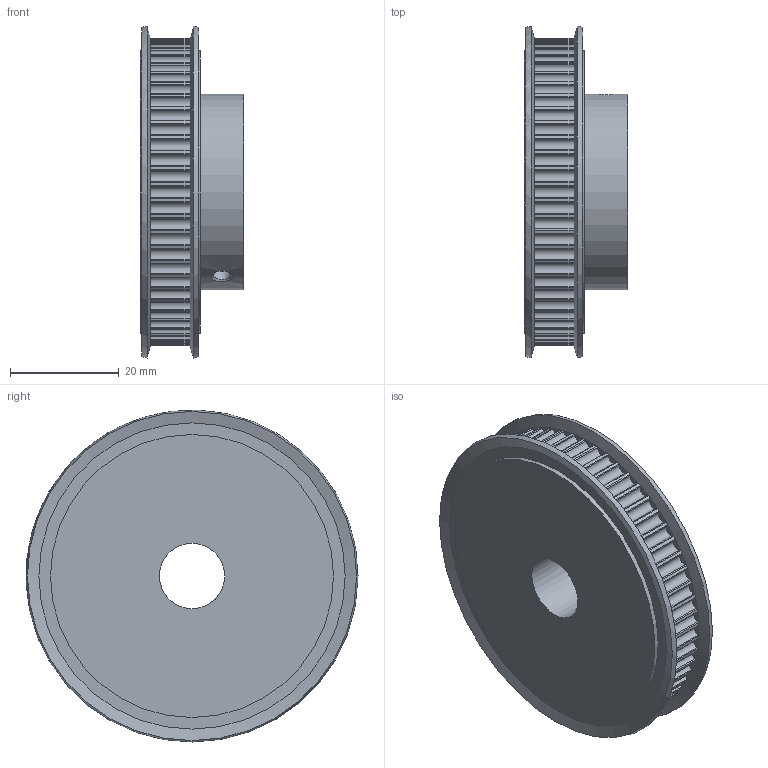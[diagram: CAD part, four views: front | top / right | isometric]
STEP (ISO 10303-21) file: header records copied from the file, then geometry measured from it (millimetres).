
FILE_DESCRIPTION( ( 'STEP AP203' ), ' ' );
FILE_NAME( 'GPA60GT3060-B-P12.stp', '2018-04-18T07:38:38', ( '' ), ( '' ), ' ', 'PARTsolutions', ' ' );
FILE_SCHEMA( ( 'CONFIG_CONTROL_DESIGN' ) );
Length unit declared in the file: millimetre
Products named in the file (3): GPA60GT3060-B-P12; _GPA60GT3060-B-P12_b; _SET-SCREW4-3
Assembly tree (3 placements, depth 2):
  GPA60GT3060-B-P12
    _GPA60GT3060-B-P12_b
    _SET-SCREW4-3  x2
Bounding box: 19 x 61 x 61 mm (x, y, z)
Volume: 32783 mm3; surface area: 11068.3 mm2
Topology: 3 solids, 3 shells, 415 faces, 958 edges, 552 vertices
Faces by surface type: cylinder 248, plane 153, cone 14
Full cylindrical faces by diameter (mm): 3.242 x2, 4 x2, 12 x1, 36 x1, 52 x2
Entity records: 11490 total; most frequent: DIRECTION 2318, CARTESIAN_POINT 2026, ORIENTED_EDGE 1788, AXIS2_PLACEMENT_3D 1027, EDGE_CURVE 894, CIRCLE 626, VERTEX_POINT 523, EDGE_LOOP 424
